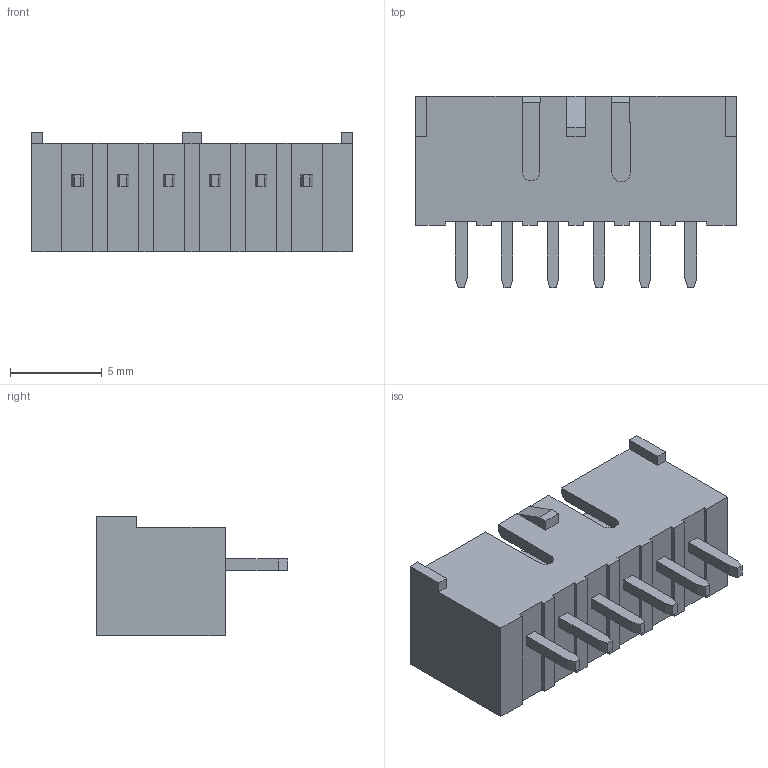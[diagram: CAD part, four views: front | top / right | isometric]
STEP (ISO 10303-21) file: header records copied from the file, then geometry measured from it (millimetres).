
FILE_DESCRIPTION((''),'2;1');
FILE_NAME('353120660','2014-11-03T',('ME'),(''),'PRO/ENGINEER BY PARAMETRIC TECHNOLOGY CORPORATION, 2011490','PRO/ENGINEER BY PARAMETRIC TECHNOLOGY CORPORATION, 2011490','');
FILE_SCHEMA(('CONFIG_CONTROL_DESIGN'));
Length unit declared in the file: millimetre
Products named in the file (1): 353120660
Bounding box: 17.46 x 10.4 x 6.5 mm (x, y, z)
Volume: 354.8 mm3; surface area: 880.6 mm2
Topology: 1 solids, 1 shells, 169 faces, 471 edges, 316 vertices
Faces by surface type: plane 167, cylinder 2
Entity records: 5346 total; most frequent: CARTESIAN_POINT 945, ORIENTED_EDGE 918, DIRECTION 827, EDGE_CURVE 459, VECTOR 455, LINE 455, VERTEX_POINT 304, AXIS2_PLACEMENT_3D 186
